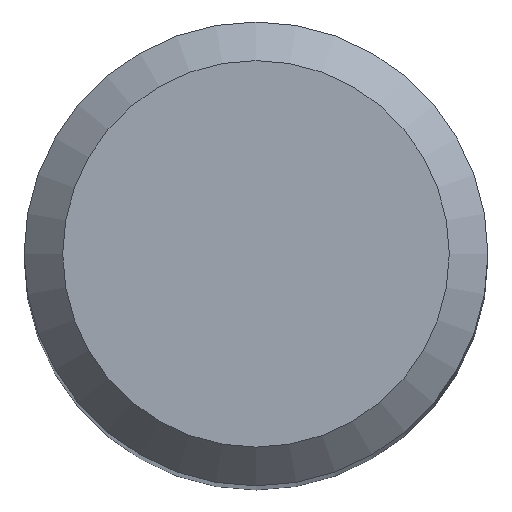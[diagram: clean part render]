
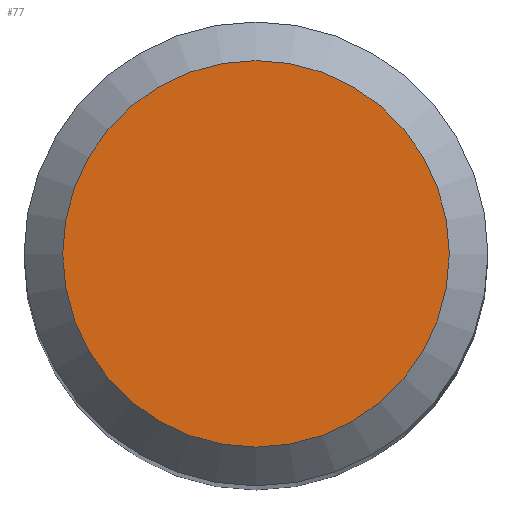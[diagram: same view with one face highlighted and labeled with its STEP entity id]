
A CAD part, top view. The second image highlights one B-rep face of the part: STEP entity #77.
In plain terms, the highlighted planar face has unit normal (0, 0, 1).
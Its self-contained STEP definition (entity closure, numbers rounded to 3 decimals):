
#59=PLANE('',#176);
#77=ADVANCED_FACE('',(#86),#59,.T.);
#86=FACE_OUTER_BOUND('',#96,.T.);
#96=EDGE_LOOP('',(#110));
#110=ORIENTED_EDGE('',*,*,#127,.T.);
#120=VERTEX_POINT('',#243);
#127=EDGE_CURVE('',#120,#120,#134,.T.);
#134=CIRCLE('',#175,2.5);
#175=AXIS2_PLACEMENT_3D('',#242,#210,#211);
#176=AXIS2_PLACEMENT_3D('',#244,#212,#213);
#210=DIRECTION('',(0.,0.,1.));
#211=DIRECTION('',(0.,-1.,0.));
#212=DIRECTION('',(0.,0.,1.));
#213=DIRECTION('',(0.,1.,0.));
#242=CARTESIAN_POINT('',(0.,0.,31.086));
#243=CARTESIAN_POINT('',(0.,-2.5,31.086));
#244=CARTESIAN_POINT('',(0.,0.,31.086));
